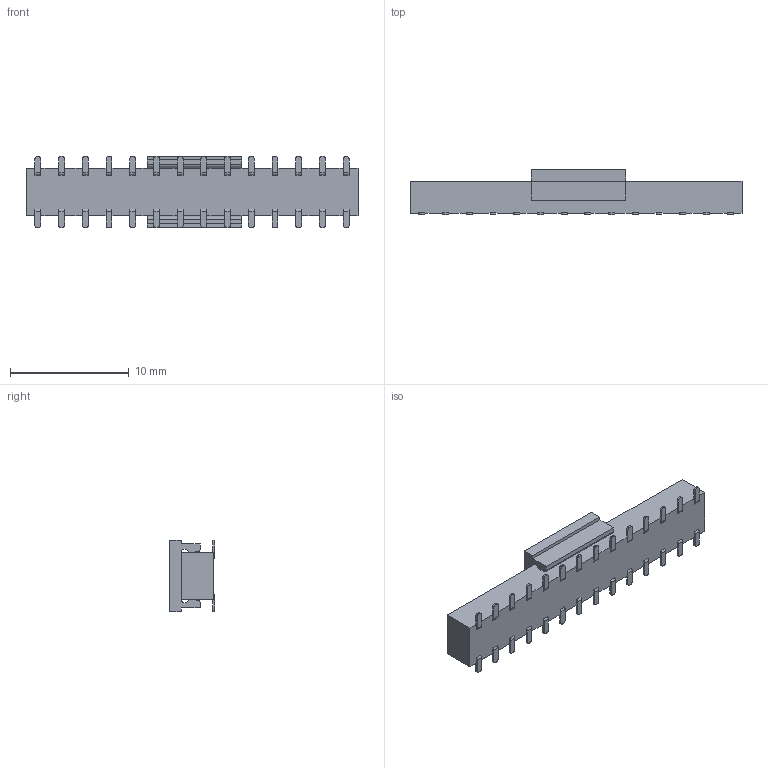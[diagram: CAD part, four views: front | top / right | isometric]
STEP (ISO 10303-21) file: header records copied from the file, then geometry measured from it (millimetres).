
FILE_DESCRIPTION( ('This file contains a STEP AP42 implementation' ,'as created by ZW3D STEP Interface translator.') ,'2;1' );
FILE_NAME( '2227T-2XXMXXCUNX1.stp' ,'23 412.143914', (''), ('ZWCAD Software Co.'), 'Version 1.0', 'ZW3D to STEP translator', '' );
FILE_SCHEMA(('AUTOMOTIVE_DESIGN { 1 0 10303 214 1 1 1 1 }'));
Length unit declared in the file: millimetre
Products named in the file (2): 0; 2227T-207MXXCUNP1
Bounding box: 28 x 3.8 x 6.01 mm (x, y, z)
Volume: 311.2 mm3; surface area: 1009.5 mm2
Topology: 1 solids, 9 shells, 2158 faces, 6090 edges, 3933 vertices
Faces by surface type: plane 1394, cylinder 764
Entity records: 76527 total; most frequent: CARTESIAN_POINT 19316, ORIENTED_EDGE 12316, DIRECTION 10240, EDGE_CURVE 6094, VECTOR 4458, LINE 4458, VERTEX_POINT 3924, AXIS2_PLACEMENT_3D 2891
